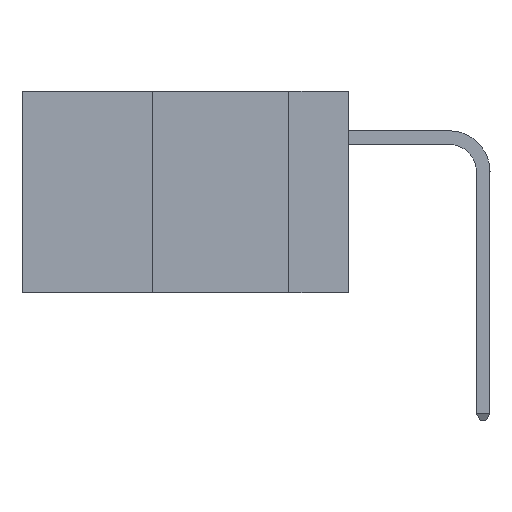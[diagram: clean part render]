
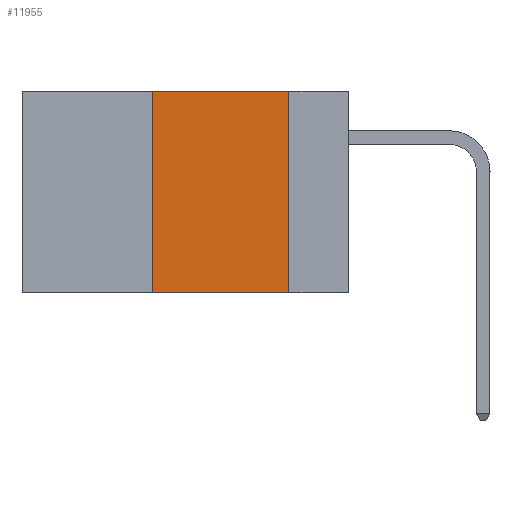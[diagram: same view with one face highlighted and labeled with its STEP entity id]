
A CAD part, left-side view. The second image highlights one B-rep face of the part: STEP entity #11955.
In plain terms, the highlighted planar face has unit normal (-1, 0, 0).
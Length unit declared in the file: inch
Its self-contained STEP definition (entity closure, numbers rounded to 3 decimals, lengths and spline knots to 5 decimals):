
#655 = FACE_OUTER_BOUND ( 'NONE', #18877, .T. ) ;
#1395 = ORIENTED_EDGE ( 'NONE', *, *, #10982, .F. ) ;
#1479 = EDGE_CURVE ( 'NONE', #9291, #9046, #2734, .T. ) ;
#1630 = DIRECTION ( 'NONE',  ( 0., -1., 0. ) ) ;
#1697 = CARTESIAN_POINT ( 'NONE',  ( 0., 0.6, 0. ) ) ;
#2084 = CARTESIAN_POINT ( 'NONE',  ( 0., 0.36, 0. ) ) ;
#2734 = LINE ( 'NONE', #3174, #10924 ) ;
#3174 = CARTESIAN_POINT ( 'NONE',  ( 0., 0.11, 0. ) ) ;
#3236 = LINE ( 'NONE', #1697, #7619 ) ;
#4624 = DIRECTION ( 'NONE',  ( 0., 0., 1. ) ) ;
#4711 = LINE ( 'NONE', #14492, #13479 ) ;
#4924 = VERTEX_POINT ( 'NONE', #18278 ) ;
#5657 = DIRECTION ( 'NONE',  ( 1., 0., 0. ) ) ;
#5820 = DIRECTION ( 'NONE',  ( 0., 0., -1. ) ) ;
#7055 = AXIS2_PLACEMENT_3D ( 'NONE', #15543, #5657, #17217 ) ;
#7619 = VECTOR ( 'NONE', #1630, 39.37008 ) ;
#7956 = ORIENTED_EDGE ( 'NONE', *, *, #1479, .F. ) ;
#8110 = CARTESIAN_POINT ( 'NONE',  ( 0., 0.6, -0.37 ) ) ;
#9046 = VERTEX_POINT ( 'NONE', #15824 ) ;
#9291 = VERTEX_POINT ( 'NONE', #13132 ) ;
#10059 = ORIENTED_EDGE ( 'NONE', *, *, #16219, .F. ) ;
#10924 = VECTOR ( 'NONE', #5820, 39.37008 ) ;
#10982 = EDGE_CURVE ( 'NONE', #13177, #9291, #3236, .T. ) ;
#11955 = ADVANCED_FACE ( 'NONE', ( #655 ), #20448, .F. ) ;
#12660 = LINE ( 'NONE', #8110, #13190 ) ;
#13132 = CARTESIAN_POINT ( 'NONE',  ( 0., 0.11, 0. ) ) ;
#13177 = VERTEX_POINT ( 'NONE', #2084 ) ;
#13190 = VECTOR ( 'NONE', #21309, 39.37008 ) ;
#13479 = VECTOR ( 'NONE', #4624, 39.37008 ) ;
#13584 = EDGE_CURVE ( 'NONE', #4924, #9046, #12660, .T. ) ;
#14492 = CARTESIAN_POINT ( 'NONE',  ( 0., 0.36, 0. ) ) ;
#15543 = CARTESIAN_POINT ( 'NONE',  ( 0., 0.6, 0. ) ) ;
#15824 = CARTESIAN_POINT ( 'NONE',  ( 0., 0.11, -0.37 ) ) ;
#16219 = EDGE_CURVE ( 'NONE', #4924, #13177, #4711, .T. ) ;
#17217 = DIRECTION ( 'NONE',  ( 0., 0., -1. ) ) ;
#18278 = CARTESIAN_POINT ( 'NONE',  ( 0., 0.36, -0.37 ) ) ;
#18877 = EDGE_LOOP ( 'NONE', ( #7956, #1395, #10059, #20701 ) ) ;
#20448 = PLANE ( 'NONE',  #7055 ) ;
#20701 = ORIENTED_EDGE ( 'NONE', *, *, #13584, .T. ) ;
#21309 = DIRECTION ( 'NONE',  ( 0., -1., 0. ) ) ;
